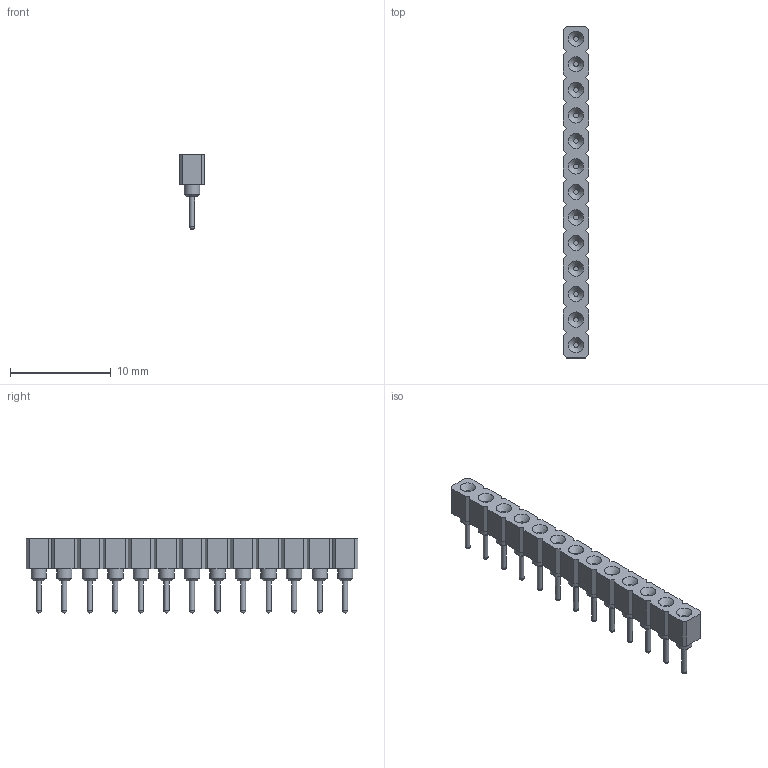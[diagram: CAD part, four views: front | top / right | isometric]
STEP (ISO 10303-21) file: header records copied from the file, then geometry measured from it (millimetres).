
FILE_DESCRIPTION(/* description */ ('model of MachinePinSocket_1x13_P2.54mm'),/* implementation_level */ '2;1');
FILE_NAME(/* name */ 'MachinePinSocket_1x13_P2.54mm.step',/* time_stamp */ '1970-01-01T00:00:00',/* author */ ('KiCAD','kicad'),/* organization */ ('OCCT'),/* preprocessor_version */ '',/* originating_system */ 'KiCAD',/* authorisation */ '');
FILE_SCHEMA(('AUTOMOTIVE_DESIGN { 1 0 10303 214 1 1 1 1 }'));
Length unit declared in the file: millimetre
Products named in the file (1): MachinePinSocket_1x13_P2.54mm
Bounding box: 2.54 x 33.02 x 7.43 mm (x, y, z)
Volume: 263.4 mm3; surface area: 607.7 mm2
Topology: 1 solids, 1 shells, 186 faces, 448 edges, 290 vertices
Faces by surface type: plane 108, cylinder 39, cone 26, sphere 13
Full cylindrical faces by diameter (mm): 0.51 x26, 1.524 x13
Entity records: 3605 total; most frequent: ORIENTED_EDGE 764, EDGE_CURVE 435, CARTESIAN_POINT 398, LINE 305, VERTEX_POINT 290, AXIS2_PLACEMENT_3D 226, FACE_BOUND 225, EDGE_LOOP 225
